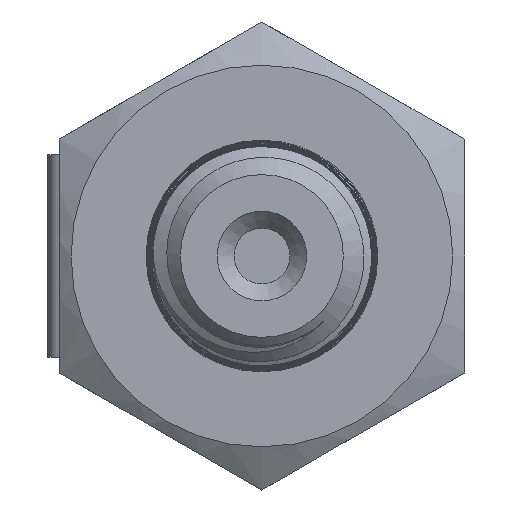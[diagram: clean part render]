
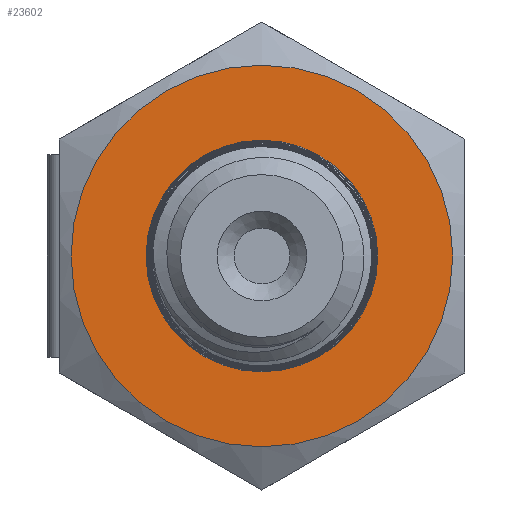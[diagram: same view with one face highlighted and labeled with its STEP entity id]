
A CAD part, left-side view. The second image highlights one B-rep face of the part: STEP entity #23602.
In plain terms, the highlighted planar face has unit normal (-1, 0, 0).
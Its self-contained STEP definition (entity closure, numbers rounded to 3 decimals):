
#251=FACE_BOUND('',#3242,.T.);
#371=PLANE('',#24893);
#1870=FACE_OUTER_BOUND('',#3241,.T.);
#3241=EDGE_LOOP('',(#17738));
#3242=EDGE_LOOP('',(#17739));
#4350=CIRCLE('',#24693,6.86);
#4451=CIRCLE('',#24884,11.3);
#10098=VERTEX_POINT('',#34021);
#10645=VERTEX_POINT('',#42733);
#12456=EDGE_CURVE('',#10098,#10098,#4350,.T.);
#13275=EDGE_CURVE('',#10645,#10645,#4451,.T.);
#17738=ORIENTED_EDGE('',*,*,#13275,.T.);
#17739=ORIENTED_EDGE('',*,*,#12456,.T.);
#23602=ADVANCED_FACE('',(#1870,#251),#371,.T.);
#24693=AXIS2_PLACEMENT_3D('',#34022,#26586,#26587);
#24884=AXIS2_PLACEMENT_3D('',#42735,#27337,#27338);
#24893=AXIS2_PLACEMENT_3D('',#42752,#27362,#27363);
#26586=DIRECTION('center_axis',(1.,0.,0.));
#26587=DIRECTION('ref_axis',(0.,0.,-1.));
#27337=DIRECTION('center_axis',(-1.,0.,0.));
#27338=DIRECTION('ref_axis',(0.,1.,0.));
#27362=DIRECTION('center_axis',(-1.,0.,0.));
#27363=DIRECTION('ref_axis',(0.,0.,1.));
#34021=CARTESIAN_POINT('',(14.,-6.86,0.));
#34022=CARTESIAN_POINT('Origin',(14.,0.,0.));
#42733=CARTESIAN_POINT('',(14.,-11.3,0.));
#42735=CARTESIAN_POINT('Origin',(14.,0.,0.));
#42752=CARTESIAN_POINT('Origin',(14.,12.,0.));
